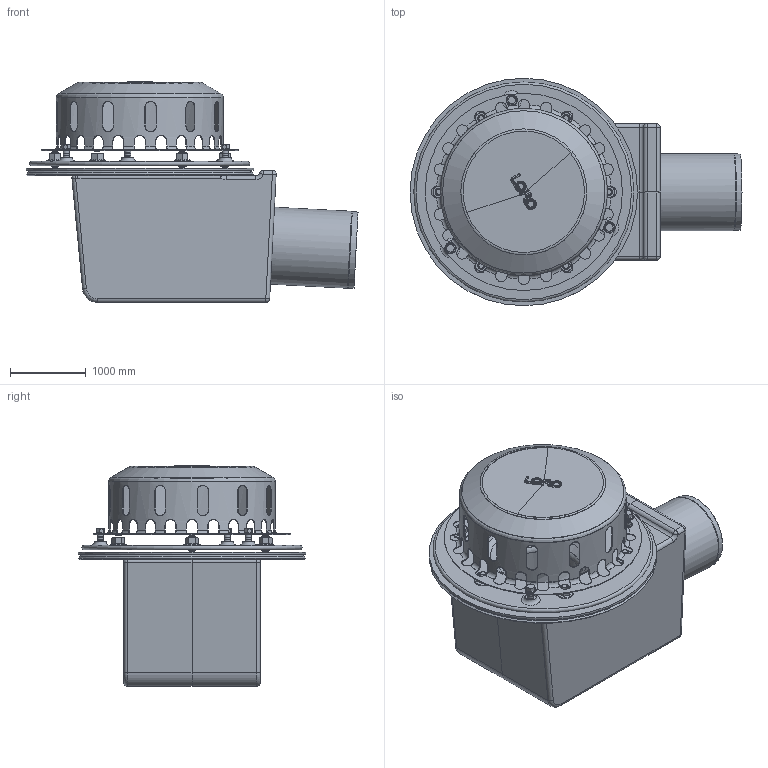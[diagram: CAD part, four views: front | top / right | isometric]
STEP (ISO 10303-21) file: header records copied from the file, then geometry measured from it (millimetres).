
FILE_DESCRIPTION(/* description */ (''),/* implementation_level */ '2;1');
FILE_NAME(/* name */ '21515.100X_3D.stp',/* time_stamp */ '2024-12-12T08:43:47+01:00',/* author */ ('CAD'),/* organization */ (''),/* preprocessor_version */ 'ST-DEVELOPER v20',/* originating_system */ 'AutoCAD Mechanical',/* authorisation */ '');
FILE_SCHEMA (('AUTOMOTIVE_DESIGN { 1 0 10303 214 3 1 1 }'));
Length unit declared in the file: centimetre
Products named in the file (2): Product; *S0
Assembly tree (1 placements, depth 2):
  Product
    *S0
Bounding box: 4376.22 x 3000 x 2912.5 mm (x, y, z)
Volume: 5985701705.8 mm3; surface area: 110877065 mm2
Topology: 26 solids, 26 shells, 884 faces, 2236 edges, 1381 vertices
Faces by surface type: plane 266, cone 264, cylinder 206, torus 119, bspline 16, sphere 13
Full cylindrical faces by diameter (mm): 60 x3, 70 x6, 80 x15, 83.76 x6, 105 x2, 140 x10, 160 x6, 170 x2, 992 x2, 1016 x2, 1600 x1, 2180 x1, 2200 x1, 2600 x1, 3000 x1
Entity records: 33563 total; most frequent: CARTESIAN_POINT 12390, ORIENTED_EDGE 4462, DIRECTION 4356, EDGE_CURVE 2231, AXIS2_PLACEMENT_3D 1758, VERTEX_POINT 1381, EDGE_LOOP 1002, FACE_OUTER_BOUND 884
